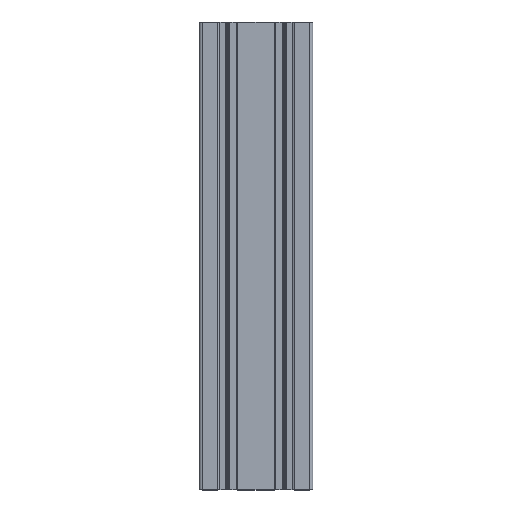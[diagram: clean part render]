
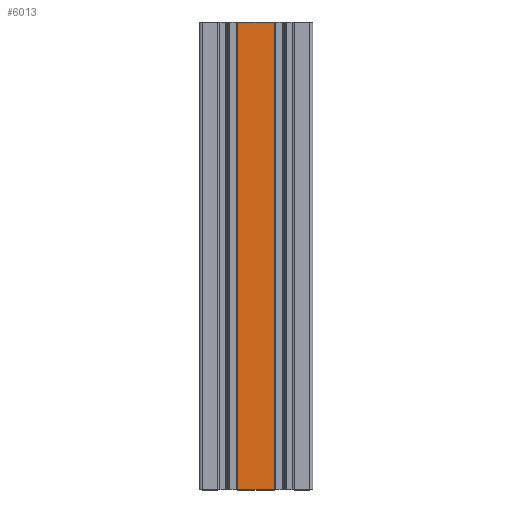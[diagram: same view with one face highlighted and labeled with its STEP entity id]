
A CAD part, top view. The second image highlights one B-rep face of the part: STEP entity #6013.
In plain terms, the highlighted planar face has unit normal (0, 0, 1).
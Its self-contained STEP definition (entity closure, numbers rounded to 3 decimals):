
#57 = AXIS2_PLACEMENT_3D ( 'NONE', #393, #3939, #6803 ) ;
#121 = CARTESIAN_POINT ( 'NONE',  ( 26.5, 0., 0. ) ) ;
#393 = CARTESIAN_POINT ( 'NONE',  ( 0., 165., 0. ) ) ;
#463 = DIRECTION ( 'NONE',  ( 0., -1., 0. ) ) ;
#1153 = CARTESIAN_POINT ( 'NONE',  ( 0., 165., 0. ) ) ;
#1244 = ORIENTED_EDGE ( 'NONE', *, *, #6155, .F. ) ;
#1338 = EDGE_LOOP ( 'NONE', ( #2215, #2758, #1244, #2598 ) ) ;
#1535 = VERTEX_POINT ( 'NONE', #121 ) ;
#1570 = CARTESIAN_POINT ( 'NONE',  ( 0., 0., 0. ) ) ;
#1572 = VECTOR ( 'NONE', #3963, 1000. ) ;
#1745 = DIRECTION ( 'NONE',  ( 1., 0., 0. ) ) ;
#2094 = VERTEX_POINT ( 'NONE', #2432 ) ;
#2109 = EDGE_CURVE ( 'NONE', #2094, #2829, #3080, .T. ) ;
#2157 = PLANE ( 'NONE',  #57 ) ;
#2215 = ORIENTED_EDGE ( 'NONE', *, *, #3548, .T. ) ;
#2432 = CARTESIAN_POINT ( 'NONE',  ( 13.5, 165., 0. ) ) ;
#2598 = ORIENTED_EDGE ( 'NONE', *, *, #2109, .T. ) ;
#2651 = VECTOR ( 'NONE', #463, 1000. ) ;
#2721 = LINE ( 'NONE', #1570, #1572 ) ;
#2758 = ORIENTED_EDGE ( 'NONE', *, *, #3624, .F. ) ;
#2829 = VERTEX_POINT ( 'NONE', #4138 ) ;
#3080 = LINE ( 'NONE', #5405, #4749 ) ;
#3328 = LINE ( 'NONE', #5642, #2651 ) ;
#3548 = EDGE_CURVE ( 'NONE', #2829, #1535, #2721, .T. ) ;
#3624 = EDGE_CURVE ( 'NONE', #5864, #1535, #3328, .T. ) ;
#3740 = CARTESIAN_POINT ( 'NONE',  ( 26.5, 165., 0. ) ) ;
#3939 = DIRECTION ( 'NONE',  ( 0., 0., -1. ) ) ;
#3963 = DIRECTION ( 'NONE',  ( 1., 0., 0. ) ) ;
#4138 = CARTESIAN_POINT ( 'NONE',  ( 13.5, 0., 0. ) ) ;
#4749 = VECTOR ( 'NONE', #6165, 1000. ) ;
#5405 = CARTESIAN_POINT ( 'NONE',  ( 13.5, 165., 0. ) ) ;
#5642 = CARTESIAN_POINT ( 'NONE',  ( 26.5, 165., 0. ) ) ;
#5864 = VERTEX_POINT ( 'NONE', #3740 ) ;
#6013 = ADVANCED_FACE ( 'NONE', ( #7367 ), #2157, .F. ) ;
#6155 = EDGE_CURVE ( 'NONE', #2094, #5864, #6363, .T. ) ;
#6165 = DIRECTION ( 'NONE',  ( 0., -1., 0. ) ) ;
#6363 = LINE ( 'NONE', #1153, #6703 ) ;
#6703 = VECTOR ( 'NONE', #1745, 1000. ) ;
#6803 = DIRECTION ( 'NONE',  ( -1., 0., 0. ) ) ;
#7367 = FACE_OUTER_BOUND ( 'NONE', #1338, .T. ) ;
